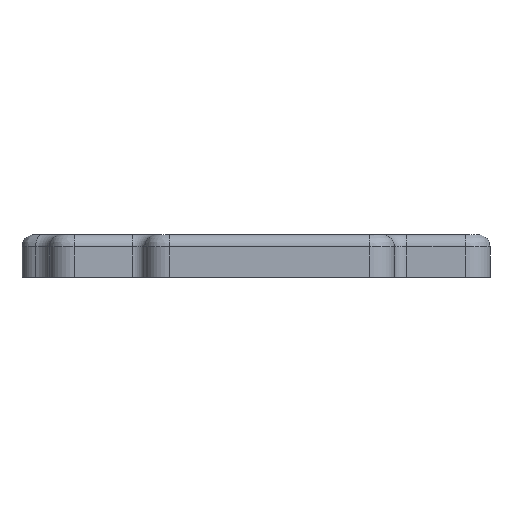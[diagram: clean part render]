
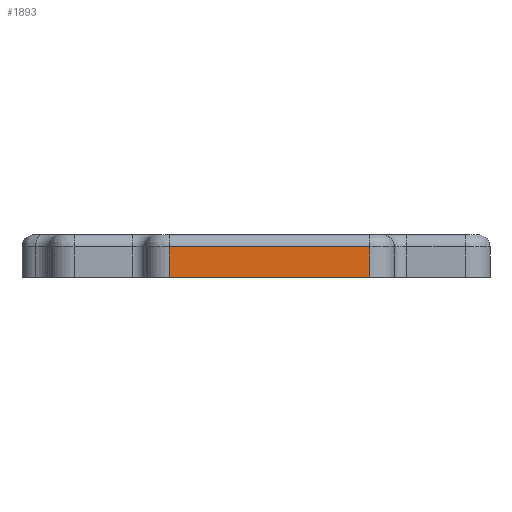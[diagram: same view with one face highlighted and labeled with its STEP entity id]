
A CAD part, front view. The second image highlights one B-rep face of the part: STEP entity #1893.
In plain terms, the highlighted planar face has unit normal (0, -1, 0).
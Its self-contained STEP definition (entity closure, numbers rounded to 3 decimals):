
#23=PLANE('',#2085);
#126=FACE_OUTER_BOUND('',#234,.T.);
#234=EDGE_LOOP('',(#1409,#1410,#1411,#1412));
#323=LINE('',#2993,#493);
#352=LINE('',#3144,#522);
#353=LINE('',#3148,#523);
#354=LINE('',#3149,#524);
#493=VECTOR('',#2347,10.);
#522=VECTOR('',#2472,10.);
#523=VECTOR('',#2477,10.);
#524=VECTOR('',#2478,10.);
#803=VERTEX_POINT('',#2985);
#805=VERTEX_POINT('',#2991);
#843=VERTEX_POINT('',#3143);
#844=VERTEX_POINT('',#3147);
#1008=EDGE_CURVE('',#805,#803,#323,.T.);
#1068=EDGE_CURVE('',#803,#843,#352,.T.);
#1070=EDGE_CURVE('',#844,#805,#353,.T.);
#1071=EDGE_CURVE('',#844,#843,#354,.T.);
#1409=ORIENTED_EDGE('',*,*,#1008,.F.);
#1410=ORIENTED_EDGE('',*,*,#1070,.F.);
#1411=ORIENTED_EDGE('',*,*,#1071,.T.);
#1412=ORIENTED_EDGE('',*,*,#1068,.F.);
#1893=ADVANCED_FACE('',(#126),#23,.T.);
#2085=AXIS2_PLACEMENT_3D('',#3146,#2475,#2476);
#2347=DIRECTION('',(1.,0.,0.));
#2472=DIRECTION('',(0.,0.,-1.));
#2475=DIRECTION('center_axis',(0.,-1.,0.));
#2476=DIRECTION('ref_axis',(1.,0.,0.));
#2477=DIRECTION('',(0.,0.,1.));
#2478=DIRECTION('',(1.,0.,0.));
#2985=CARTESIAN_POINT('',(7.183,-1.227,9.86));
#2991=CARTESIAN_POINT('',(-9.196,-1.227,9.86));
#2993=CARTESIAN_POINT('',(-6.597,-1.227,9.86));
#3143=CARTESIAN_POINT('',(7.183,-1.227,7.36));
#3144=CARTESIAN_POINT('',(7.183,-1.227,6.16));
#3146=CARTESIAN_POINT('Origin',(-12.196,-1.227,6.16));
#3147=CARTESIAN_POINT('',(-9.196,-1.227,7.36));
#3148=CARTESIAN_POINT('',(-9.196,-1.227,6.16));
#3149=CARTESIAN_POINT('',(-7.078,-1.227,7.36));
